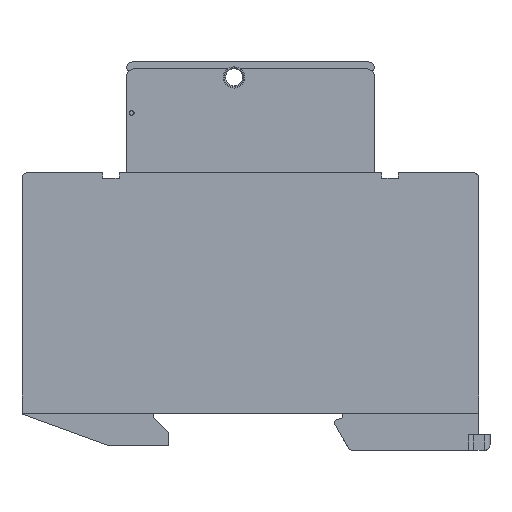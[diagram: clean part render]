
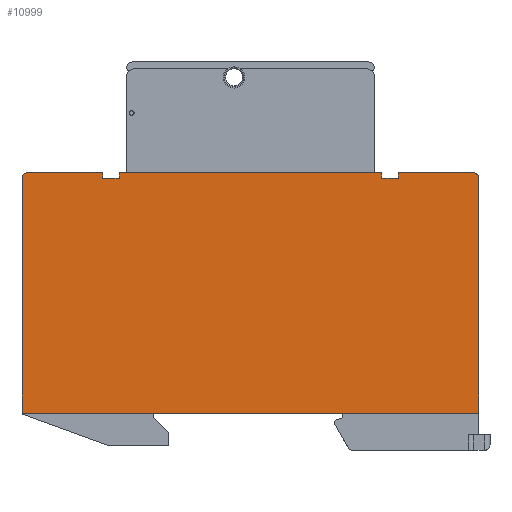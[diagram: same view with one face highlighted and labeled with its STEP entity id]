
A CAD part, left-side view. The second image highlights one B-rep face of the part: STEP entity #10999.
In plain terms, the highlighted face is planar.
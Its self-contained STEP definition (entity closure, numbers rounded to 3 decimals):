
#10254=DIRECTION('',(0.,1.,0.));
#10255=VECTOR('',#10254,47.9);
#10256=CARTESIAN_POINT('',(17.55,-41.65,43.8));
#10257=LINE('',#10256,#10255);
#10258=DIRECTION('',(0.,1.,0.));
#10259=VECTOR('',#10258,3.);
#10260=CARTESIAN_POINT('',(17.55,6.25,42.8));
#10261=LINE('',#10260,#10259);
#10262=CARTESIAN_POINT('',(17.55,22.95,42.8));
#10263=DIRECTION('',(-1.,0.,0.));
#10264=DIRECTION('',(0.,0.,1.));
#10265=AXIS2_PLACEMENT_3D('',#10262,#10263,#10264);
#10267=DIRECTION('',(0.,-1.,0.));
#10268=VECTOR('',#10267,83.3);
#10269=CARTESIAN_POINT('',(17.55,23.95,0.));
#10270=LINE('',#10269,#10268);
#10271=DIRECTION('',(0.,0.,1.));
#10272=VECTOR('',#10271,42.8);
#10273=CARTESIAN_POINT('',(17.55,-59.35,0.));
#10274=LINE('',#10273,#10272);
#10275=CARTESIAN_POINT('',(17.55,-58.35,42.8));
#10276=DIRECTION('',(-1.,0.,0.));
#10277=DIRECTION('',(0.,-1.,0.));
#10278=AXIS2_PLACEMENT_3D('',#10275,#10276,#10277);
#10280=DIRECTION('',(0.,1.,0.));
#10281=VECTOR('',#10280,3.);
#10282=CARTESIAN_POINT('',(17.55,-44.65,42.8));
#10283=LINE('',#10282,#10281);
#10288=DIRECTION('',(0.,0.,1.));
#10289=VECTOR('',#10288,1.);
#10290=CARTESIAN_POINT('',(17.55,6.25,42.8));
#10291=LINE('',#10290,#10289);
#10304=DIRECTION('',(0.,0.,-1.));
#10305=VECTOR('',#10304,1.);
#10306=CARTESIAN_POINT('',(17.55,9.25,43.8));
#10307=LINE('',#10306,#10305);
#10312=DIRECTION('',(0.,-1.,0.));
#10313=VECTOR('',#10312,13.7);
#10314=CARTESIAN_POINT('',(17.55,22.95,43.8));
#10315=LINE('',#10314,#10313);
#10338=DIRECTION('',(0.,0.,1.));
#10339=VECTOR('',#10338,42.8);
#10340=CARTESIAN_POINT('',(17.55,23.95,0.));
#10341=LINE('',#10340,#10339);
#10382=DIRECTION('',(0.,-1.,0.));
#10383=VECTOR('',#10382,13.7);
#10384=CARTESIAN_POINT('',(17.55,-44.65,43.8));
#10385=LINE('',#10384,#10383);
#10400=DIRECTION('',(0.,0.,1.));
#10401=VECTOR('',#10400,1.);
#10402=CARTESIAN_POINT('',(17.55,-44.65,42.8));
#10403=LINE('',#10402,#10401);
#10420=DIRECTION('',(0.,0.,-1.));
#10421=VECTOR('',#10420,1.);
#10422=CARTESIAN_POINT('',(17.55,-41.65,43.8));
#10423=LINE('',#10422,#10421);
#10760=CARTESIAN_POINT('',(17.55,-41.65,43.8));
#10761=CARTESIAN_POINT('',(17.55,6.25,43.8));
#10762=VERTEX_POINT('',#10760);
#10763=VERTEX_POINT('',#10761);
#10764=CARTESIAN_POINT('',(17.55,6.25,42.8));
#10765=VERTEX_POINT('',#10764);
#10766=CARTESIAN_POINT('',(17.55,9.25,42.8));
#10767=VERTEX_POINT('',#10766);
#10768=CARTESIAN_POINT('',(17.55,9.25,43.8));
#10769=VERTEX_POINT('',#10768);
#10770=CARTESIAN_POINT('',(17.55,22.95,43.8));
#10771=VERTEX_POINT('',#10770);
#10772=CARTESIAN_POINT('',(17.55,23.95,42.8));
#10773=VERTEX_POINT('',#10772);
#10774=CARTESIAN_POINT('',(17.55,23.95,0.));
#10775=VERTEX_POINT('',#10774);
#10776=CARTESIAN_POINT('',(17.55,-59.35,0.));
#10777=VERTEX_POINT('',#10776);
#10778=CARTESIAN_POINT('',(17.55,-59.35,42.8));
#10779=VERTEX_POINT('',#10778);
#10780=CARTESIAN_POINT('',(17.55,-58.35,43.8));
#10781=VERTEX_POINT('',#10780);
#10782=CARTESIAN_POINT('',(17.55,-44.65,43.8));
#10783=VERTEX_POINT('',#10782);
#10784=CARTESIAN_POINT('',(17.55,-44.65,42.8));
#10785=VERTEX_POINT('',#10784);
#10786=CARTESIAN_POINT('',(17.55,-41.65,42.8));
#10787=VERTEX_POINT('',#10786);
#10965=CARTESIAN_POINT('',(17.55,-17.7,0.));
#10966=DIRECTION('',(1.,0.,0.));
#10967=DIRECTION('',(0.,1.,0.));
#10968=AXIS2_PLACEMENT_3D('',#10965,#10966,#10967);
#10969=PLANE('',#10968);
#10970=ORIENTED_EDGE('',*,*,#10948,.T.);
#10972=ORIENTED_EDGE('',*,*,#10971,.F.);
#10974=ORIENTED_EDGE('',*,*,#10973,.T.);
#10976=ORIENTED_EDGE('',*,*,#10975,.F.);
#10978=ORIENTED_EDGE('',*,*,#10977,.F.);
#10980=ORIENTED_EDGE('',*,*,#10979,.T.);
#10982=ORIENTED_EDGE('',*,*,#10981,.F.);
#10984=ORIENTED_EDGE('',*,*,#10983,.T.);
#10986=ORIENTED_EDGE('',*,*,#10985,.T.);
#10988=ORIENTED_EDGE('',*,*,#10987,.T.);
#10990=ORIENTED_EDGE('',*,*,#10989,.F.);
#10992=ORIENTED_EDGE('',*,*,#10991,.F.);
#10994=ORIENTED_EDGE('',*,*,#10993,.T.);
#10996=ORIENTED_EDGE('',*,*,#10995,.F.);
#10997=EDGE_LOOP('',(#10970,#10972,#10974,#10976,#10978,#10980,#10982,#10984,
#10986,#10988,#10990,#10992,#10994,#10996));
#10998=FACE_OUTER_BOUND('',#10997,.F.);
#10266=CIRCLE('',#10265,1.);
#10279=CIRCLE('',#10278,1.);
#10948=EDGE_CURVE('',#10762,#10763,#10257,.T.);
#10971=EDGE_CURVE('',#10765,#10763,#10291,.T.);
#10973=EDGE_CURVE('',#10765,#10767,#10261,.T.);
#10975=EDGE_CURVE('',#10769,#10767,#10307,.T.);
#10977=EDGE_CURVE('',#10771,#10769,#10315,.T.);
#10979=EDGE_CURVE('',#10771,#10773,#10266,.T.);
#10981=EDGE_CURVE('',#10775,#10773,#10341,.T.);
#10983=EDGE_CURVE('',#10775,#10777,#10270,.T.);
#10985=EDGE_CURVE('',#10777,#10779,#10274,.T.);
#10987=EDGE_CURVE('',#10779,#10781,#10279,.T.);
#10989=EDGE_CURVE('',#10783,#10781,#10385,.T.);
#10991=EDGE_CURVE('',#10785,#10783,#10403,.T.);
#10993=EDGE_CURVE('',#10785,#10787,#10283,.T.);
#10995=EDGE_CURVE('',#10762,#10787,#10423,.T.);
#10999=ADVANCED_FACE('',(#10998),#10969,.T.);
